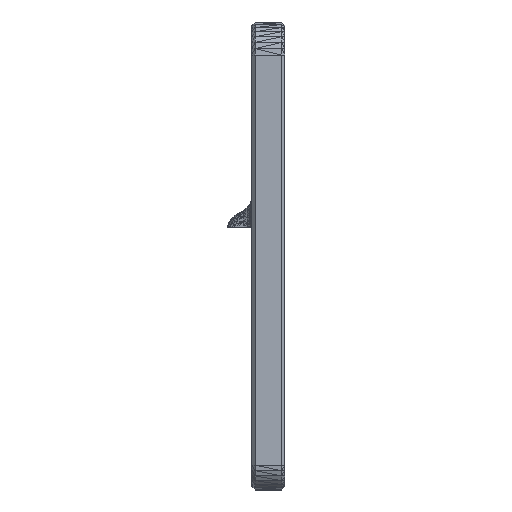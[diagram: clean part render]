
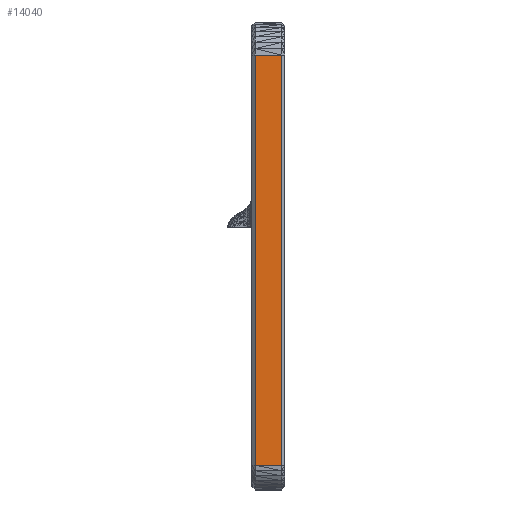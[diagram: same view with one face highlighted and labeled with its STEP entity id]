
A CAD part, front view. The second image highlights one B-rep face of the part: STEP entity #14040.
In plain terms, the highlighted planar face has unit normal (0, -1, 0).
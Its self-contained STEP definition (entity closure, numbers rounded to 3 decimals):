
#687=PLANE('',#15237);
#1805=FACE_OUTER_BOUND('',#2929,.T.);
#2929=EDGE_LOOP('',(#11986,#11987,#11988,#11989,#11990,#11991,#11992,#11993));
#3396=LINE('',#19881,#5192);
#4554=LINE('',#22302,#6350);
#4555=LINE('',#22304,#6351);
#4556=LINE('',#22306,#6352);
#4557=LINE('',#22308,#6353);
#4558=LINE('',#22309,#6354);
#5192=VECTOR('',#15712,1000.);
#6350=VECTOR('',#18334,1000.);
#6351=VECTOR('',#18335,1000.);
#6352=VECTOR('',#18336,1000.);
#6353=VECTOR('',#18337,1000.);
#6354=VECTOR('',#18338,1000.);
#7041=VERTEX_POINT('',#19879);
#7042=VERTEX_POINT('',#19880);
#7573=VERTEX_POINT('',#22301);
#7574=VERTEX_POINT('',#22303);
#7575=VERTEX_POINT('',#22305);
#7576=VERTEX_POINT('',#22307);
#7786=EDGE_CURVE('',#7041,#7042,#3396,.T.);
#9002=EDGE_CURVE('',#7041,#7573,#4554,.T.);
#9003=EDGE_CURVE('',#7574,#7041,#4555,.T.);
#9004=EDGE_CURVE('',#7574,#7575,#4556,.T.);
#9005=EDGE_CURVE('',#7576,#7575,#4557,.T.);
#9006=EDGE_CURVE('',#7575,#7042,#4558,.T.);
#11986=ORIENTED_EDGE('',*,*,#7786,.F.);
#11987=ORIENTED_EDGE('',*,*,#9002,.T.);
#11988=ORIENTED_EDGE('',*,*,#9002,.F.);
#11989=ORIENTED_EDGE('',*,*,#9003,.F.);
#11990=ORIENTED_EDGE('',*,*,#9004,.T.);
#11991=ORIENTED_EDGE('',*,*,#9005,.F.);
#11992=ORIENTED_EDGE('',*,*,#9005,.T.);
#11993=ORIENTED_EDGE('',*,*,#9006,.T.);
#14040=ADVANCED_FACE('',(#1805),#687,.T.);
#15237=AXIS2_PLACEMENT_3D('',#22300,#18332,#18333);
#15712=DIRECTION('',(0.,0.,1.));
#18332=DIRECTION('center_axis',(0.,-1.,0.));
#18333=DIRECTION('ref_axis',(0.,0.,-1.));
#18334=DIRECTION('',(0.072,0.,0.997));
#18335=DIRECTION('',(-1.,0.,0.));
#18336=DIRECTION('',(0.,0.,1.));
#18337=DIRECTION('',(0.072,0.,0.997));
#18338=DIRECTION('',(-1.,0.,0.));
#19879=CARTESIAN_POINT('',(102.435,-13.2,73.679));
#19880=CARTESIAN_POINT('',(102.435,-13.2,123.279));
#19881=CARTESIAN_POINT('',(102.435,-13.2,78.679));
#22300=CARTESIAN_POINT('Origin',(0.,-13.2,0.));
#22301=CARTESIAN_POINT('',(105.004,-13.2,109.479));
#22302=CARTESIAN_POINT('',(102.435,-13.2,73.679));
#22303=CARTESIAN_POINT('',(105.635,-13.2,73.679));
#22304=CARTESIAN_POINT('',(105.635,-13.2,73.679));
#22305=CARTESIAN_POINT('',(105.635,-13.2,123.279));
#22306=CARTESIAN_POINT('',(105.635,-13.2,78.679));
#22307=CARTESIAN_POINT('',(105.004,-13.2,114.479));
#22308=CARTESIAN_POINT('',(102.435,-13.2,78.679));
#22309=CARTESIAN_POINT('',(105.635,-13.2,123.279));
